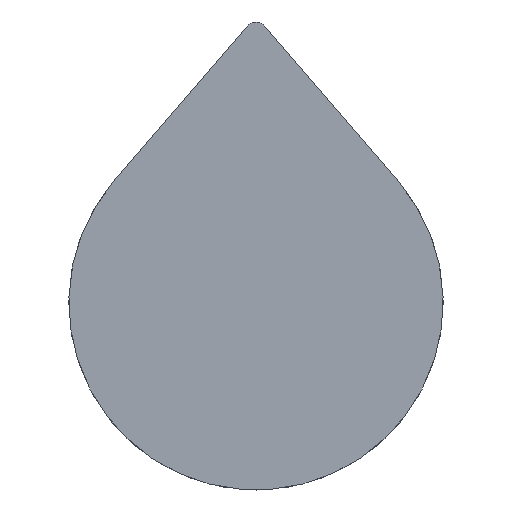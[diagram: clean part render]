
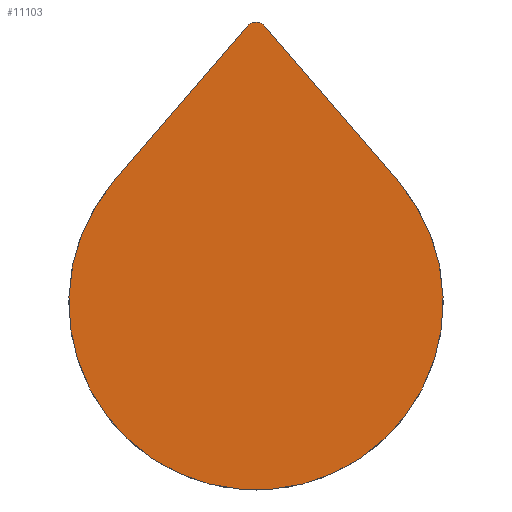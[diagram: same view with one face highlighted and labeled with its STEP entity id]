
A CAD part, front view. The second image highlights one B-rep face of the part: STEP entity #11103.
In plain terms, the highlighted planar face has unit normal (0, -1, 0).
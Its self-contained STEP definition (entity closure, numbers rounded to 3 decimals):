
#270 = EDGE_CURVE ( 'NONE', #9015, #1275, #10663, .T. ) ;
#361 = CARTESIAN_POINT ( 'NONE',  ( 0.379, -29., 11.826 ) ) ;
#432 = CARTESIAN_POINT ( 'NONE',  ( -6.065, -29., 5.217 ) ) ;
#461 = AXIS2_PLACEMENT_3D ( 'NONE', #3227, #12451, #10419 ) ;
#1078 = EDGE_CURVE ( 'NONE', #6754, #11338, #11587, .T. ) ;
#1086 = DIRECTION ( 'NONE',  ( 0.652, 0., 0.758 ) ) ;
#1275 = VERTEX_POINT ( 'NONE', #10719 ) ;
#2609 = CIRCLE ( 'NONE', #10901, 0.5 ) ;
#2835 = CARTESIAN_POINT ( 'NONE',  ( 0.379, -29., 11.826 ) ) ;
#2994 = VECTOR ( 'NONE', #5143, 1000. ) ;
#3227 = CARTESIAN_POINT ( 'NONE',  ( 0., -29., 0. ) ) ;
#4032 = CARTESIAN_POINT ( 'NONE',  ( 0., -29., 11.5 ) ) ;
#4047 = CARTESIAN_POINT ( 'NONE',  ( 0., -29., 0. ) ) ;
#4546 = ORIENTED_EDGE ( 'NONE', *, *, #8917, .F. ) ;
#4556 = ORIENTED_EDGE ( 'NONE', *, *, #1078, .F. ) ;
#5135 = DIRECTION ( 'NONE',  ( 0., 0., 1. ) ) ;
#5143 = DIRECTION ( 'NONE',  ( 0.652, 0., -0.758 ) ) ;
#5179 = DIRECTION ( 'NONE',  ( 0., 1., 0. ) ) ;
#5784 = ORIENTED_EDGE ( 'NONE', *, *, #6197, .F. ) ;
#5794 = CARTESIAN_POINT ( 'NONE',  ( 6.065, -29., 5.217 ) ) ;
#6197 = EDGE_CURVE ( 'NONE', #11338, #9015, #8398, .T. ) ;
#6402 = FACE_OUTER_BOUND ( 'NONE', #7915, .T. ) ;
#6754 = VERTEX_POINT ( 'NONE', #361 ) ;
#7172 = CARTESIAN_POINT ( 'NONE',  ( -6.065, -29., 5.217 ) ) ;
#7915 = EDGE_LOOP ( 'NONE', ( #5784, #4556, #4546, #13116 ) ) ;
#8255 = AXIS2_PLACEMENT_3D ( 'NONE', #4047, #5179, #5135 ) ;
#8398 = CIRCLE ( 'NONE', #461, 8. ) ;
#8917 = EDGE_CURVE ( 'NONE', #1275, #6754, #2609, .T. ) ;
#9015 = VERTEX_POINT ( 'NONE', #432 ) ;
#10419 = DIRECTION ( 'NONE',  ( 0., 0., 1. ) ) ;
#10663 = LINE ( 'NONE', #7172, #13049 ) ;
#10719 = CARTESIAN_POINT ( 'NONE',  ( -0.379, -29., 11.826 ) ) ;
#10901 = AXIS2_PLACEMENT_3D ( 'NONE', #4032, #11181, #11512 ) ;
#11103 = ADVANCED_FACE ( 'NONE', ( #6402 ), #12122, .F. ) ;
#11181 = DIRECTION ( 'NONE',  ( 0., 1., 0. ) ) ;
#11338 = VERTEX_POINT ( 'NONE', #5794 ) ;
#11512 = DIRECTION ( 'NONE',  ( 0., 0., 1. ) ) ;
#11587 = LINE ( 'NONE', #2835, #2994 ) ;
#12122 = PLANE ( 'NONE',  #8255 ) ;
#12451 = DIRECTION ( 'NONE',  ( 0., 1., 0. ) ) ;
#13049 = VECTOR ( 'NONE', #1086, 1000. ) ;
#13116 = ORIENTED_EDGE ( 'NONE', *, *, #270, .F. ) ;
